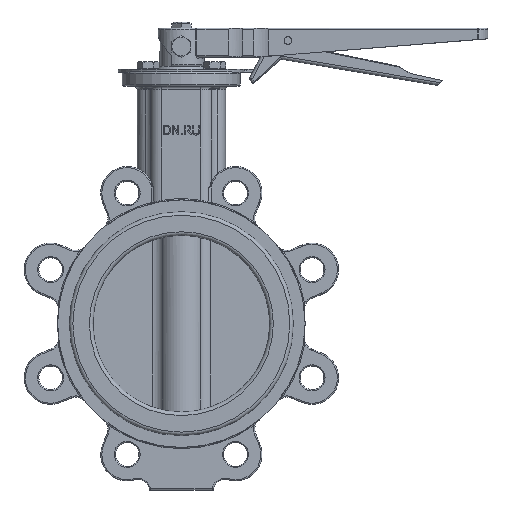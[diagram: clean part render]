
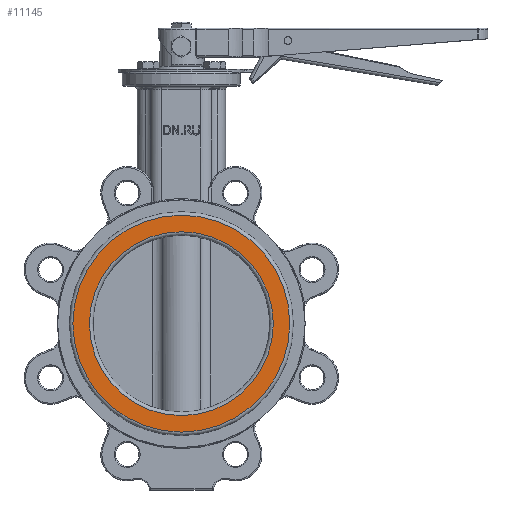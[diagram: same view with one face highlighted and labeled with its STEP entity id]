
A CAD part, top view. The second image highlights one B-rep face of the part: STEP entity #11145.
In plain terms, the highlighted planar face has unit normal (0, 0, 1).
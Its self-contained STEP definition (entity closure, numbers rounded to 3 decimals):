
#509=FACE_BOUND('',#1902,.T.);
#579=PLANE('',#12273);
#1227=FACE_OUTER_BOUND('',#1901,.T.);
#1901=EDGE_LOOP('',(#8109));
#1902=EDGE_LOOP('',(#8110));
#4217=CIRCLE('',#12270,78.);
#4220=CIRCLE('',#12274,92.);
#4824=VERTEX_POINT('',#19422);
#4826=VERTEX_POINT('',#19428);
#6040=EDGE_CURVE('',#4824,#4824,#4217,.T.);
#6043=EDGE_CURVE('',#4826,#4826,#4220,.T.);
#8109=ORIENTED_EDGE('',*,*,#6043,.F.);
#8110=ORIENTED_EDGE('',*,*,#6040,.F.);
#11145=ADVANCED_FACE('',(#1227,#509),#579,.T.);
#12270=AXIS2_PLACEMENT_3D('',#19423,#14138,#14139);
#12273=AXIS2_PLACEMENT_3D('',#19427,#14144,#14145);
#12274=AXIS2_PLACEMENT_3D('',#19429,#14146,#14147);
#14138=DIRECTION('center_axis',(0.,0.,1.));
#14139=DIRECTION('ref_axis',(-1.,0.,0.));
#14144=DIRECTION('center_axis',(0.,0.,1.));
#14145=DIRECTION('ref_axis',(1.,0.,0.));
#14146=DIRECTION('center_axis',(0.,0.,-1.));
#14147=DIRECTION('ref_axis',(-1.,0.,0.));
#19422=CARTESIAN_POINT('',(78.,0.,32.));
#19423=CARTESIAN_POINT('Origin',(0.,0.,32.));
#19427=CARTESIAN_POINT('Origin',(0.,0.,32.));
#19428=CARTESIAN_POINT('',(-92.,0.,32.));
#19429=CARTESIAN_POINT('Origin',(0.,0.,32.));
